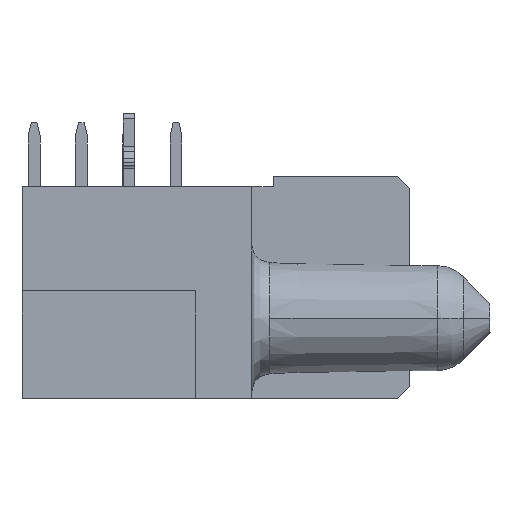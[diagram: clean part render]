
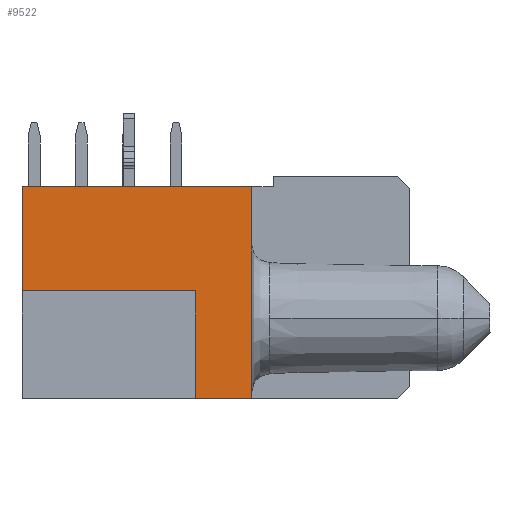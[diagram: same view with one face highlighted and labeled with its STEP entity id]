
A CAD part, left-side view. The second image highlights one B-rep face of the part: STEP entity #9522.
In plain terms, the highlighted planar face has unit normal (-1, 0, 0).
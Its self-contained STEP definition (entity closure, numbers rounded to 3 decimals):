
#4472=CARTESIAN_POINT('',(-11.43,8.5,-5.97));
#4473=VERTEX_POINT('',#4472);
#4480=CARTESIAN_POINT('',(-11.43,11.53,-5.97));
#4481=VERTEX_POINT('',#4480);
#4482=CARTESIAN_POINT('',(-11.43,8.5,-5.97));
#4483=DIRECTION('',(0.,1.,0.));
#4484=VECTOR('',#4483,3.03);
#4485=LINE('',#4482,#4484);
#4486=EDGE_CURVE('',#4473,#4481,#4485,.T.);
#4691=CARTESIAN_POINT('',(-11.43,11.53,-0.18));
#4692=VERTEX_POINT('',#4691);
#4693=CARTESIAN_POINT('',(-11.43,11.53,-5.97));
#4694=DIRECTION('',(0.,0.,1.));
#4695=VECTOR('',#4694,5.79);
#4696=LINE('',#4693,#4695);
#4697=EDGE_CURVE('',#4481,#4692,#4696,.T.);
#9276=CARTESIAN_POINT('',(-11.43,8.5,5.41));
#9277=VERTEX_POINT('',#9276);
#9278=CARTESIAN_POINT('',(-11.43,8.5,5.41));
#9279=DIRECTION('',(0.,0.,-1.));
#9280=VECTOR('',#9279,11.38);
#9281=LINE('',#9278,#9280);
#9282=EDGE_CURVE('',#9277,#4473,#9281,.T.);
#9467=CARTESIAN_POINT('',(-11.43,20.83,-0.18));
#9468=VERTEX_POINT('',#9467);
#9477=CARTESIAN_POINT('',(-11.43,11.53,-0.18));
#9478=DIRECTION('',(0.,1.,0.));
#9479=VECTOR('',#9478,9.3);
#9480=LINE('',#9477,#9479);
#9481=EDGE_CURVE('',#4692,#9468,#9480,.T.);
#9497=CARTESIAN_POINT('',(-11.43,20.83,-5.97));
#9498=DIRECTION('',(0.,-1.,0.));
#9499=DIRECTION('',(-1.,0.,0.));
#9500=AXIS2_PLACEMENT_3D('',#9497,#9499,#9498);
#9501=PLANE('',#9500);
#9502=CARTESIAN_POINT('',(-11.43,20.83,5.41));
#9503=VERTEX_POINT('',#9502);
#9504=CARTESIAN_POINT('',(-11.43,20.83,5.41));
#9505=DIRECTION('',(0.,0.,-1.));
#9506=VECTOR('',#9505,5.59);
#9507=LINE('',#9504,#9506);
#9508=EDGE_CURVE('',#9503,#9468,#9507,.T.);
#9509=ORIENTED_EDGE('',*,*,#9508,.T.);
#9510=ORIENTED_EDGE('',*,*,#9481,.F.);
#9511=ORIENTED_EDGE('',*,*,#4697,.F.);
#9512=ORIENTED_EDGE('',*,*,#4486,.F.);
#9513=ORIENTED_EDGE('',*,*,#9282,.F.);
#9514=CARTESIAN_POINT('',(-11.43,8.5,5.41));
#9515=DIRECTION('',(0.,1.,0.));
#9516=VECTOR('',#9515,12.33);
#9517=LINE('',#9514,#9516);
#9518=EDGE_CURVE('',#9277,#9503,#9517,.T.);
#9519=ORIENTED_EDGE('',*,*,#9518,.T.);
#9520=EDGE_LOOP('',(#9509,#9510,#9511,#9512,#9513,#9519));
#9521=FACE_OUTER_BOUND('',#9520,.T.);
#9522=ADVANCED_FACE('',(#9521),#9501,.T.);
